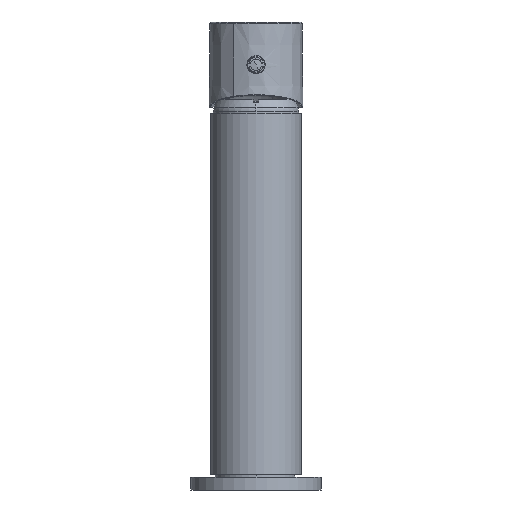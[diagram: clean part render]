
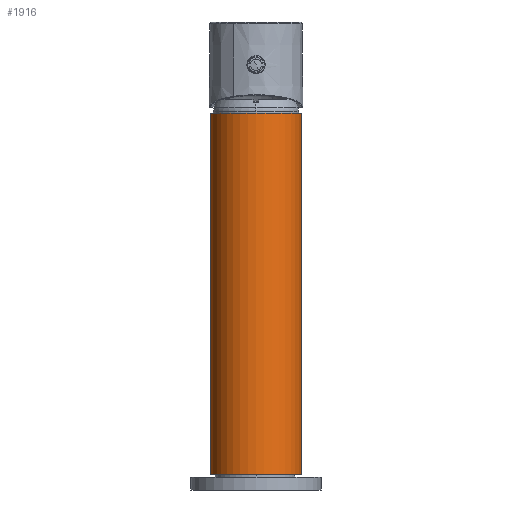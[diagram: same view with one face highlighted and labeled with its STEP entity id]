
A CAD part, front view. The second image highlights one B-rep face of the part: STEP entity #1916.
In plain terms, the highlighted cylindrical face has radius 16 mm (diameter 32 mm), a partial arc.
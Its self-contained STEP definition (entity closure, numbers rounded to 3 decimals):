
#1106=CARTESIAN_POINT('Axis2P3D Location',(0.,0.,0.)) ;
#1110=CARTESIAN_POINT('Vertex',(-16.,0.,0.)) ;
#1112=CARTESIAN_POINT('Vertex',(16.,0.,0.)) ;
#1876=CARTESIAN_POINT('Vertex',(16.,0.,127.)) ;
#1878=CARTESIAN_POINT('Vertex',(-16.,0.,127.)) ;
#1881=CARTESIAN_POINT('Axis2P3D Location',(0.,0.,127.)) ;
#1895=CARTESIAN_POINT('Axis2P3D Location',(0.,0.,63.5)) ;
#1900=CARTESIAN_POINT('Line Origine',(-16.,0.,63.5)) ;
#1905=CARTESIAN_POINT('Line Origine',(16.,0.,63.5)) ;
#1902=VECTOR('Line Direction',#1901,1.) ;
#1907=VECTOR('Line Direction',#1906,1.) ;
#1107=DIRECTION('Axis2P3D Direction',(0.,0.,1.)) ;
#1882=DIRECTION('Axis2P3D Direction',(0.,0.,1.)) ;
#1896=DIRECTION('Axis2P3D Direction',(0.,0.,1.)) ;
#1897=DIRECTION('Axis2P3D XDirection',(1.,0.,0.)) ;
#1901=DIRECTION('Vector Direction',(0.,0.,1.)) ;
#1906=DIRECTION('Vector Direction',(0.,0.,1.)) ;
#1108=AXIS2_PLACEMENT_3D('Circle Axis2P3D',#1106,#1107,$) ;
#1883=AXIS2_PLACEMENT_3D('Circle Axis2P3D',#1881,#1882,$) ;
#1898=AXIS2_PLACEMENT_3D('Cylinder Axis2P3D',#1895,#1896,#1897) ;
#1903=LINE('Line',#1900,#1902) ;
#1908=LINE('Line',#1905,#1907) ;
#1109=CIRCLE('generated circle',#1108,16.) ;
#1884=CIRCLE('generated circle',#1883,16.) ;
#1899=CYLINDRICAL_SURFACE('generated cylinder',#1898,16.) ;
#1114=EDGE_CURVE('',#1111,#1113,#1109,.T.) ;
#1885=EDGE_CURVE('',#1879,#1877,#1884,.T.) ;
#1904=EDGE_CURVE('',#1111,#1879,#1903,.T.) ;
#1909=EDGE_CURVE('',#1113,#1877,#1908,.T.) ;
#1911=ORIENTED_EDGE('',*,*,#1904,.F.) ;
#1912=ORIENTED_EDGE('',*,*,#1114,.T.) ;
#1913=ORIENTED_EDGE('',*,*,#1909,.T.) ;
#1914=ORIENTED_EDGE('',*,*,#1885,.F.) ;
#1910=EDGE_LOOP('',(#1911,#1912,#1913,#1914)) ;
#1111=VERTEX_POINT('',#1110) ;
#1113=VERTEX_POINT('',#1112) ;
#1877=VERTEX_POINT('',#1876) ;
#1879=VERTEX_POINT('',#1878) ;
#1916=ADVANCED_FACE('PartBody',(#1915),#1899,.T.) ;
#1915=FACE_OUTER_BOUND('',#1910,.T.) ;
